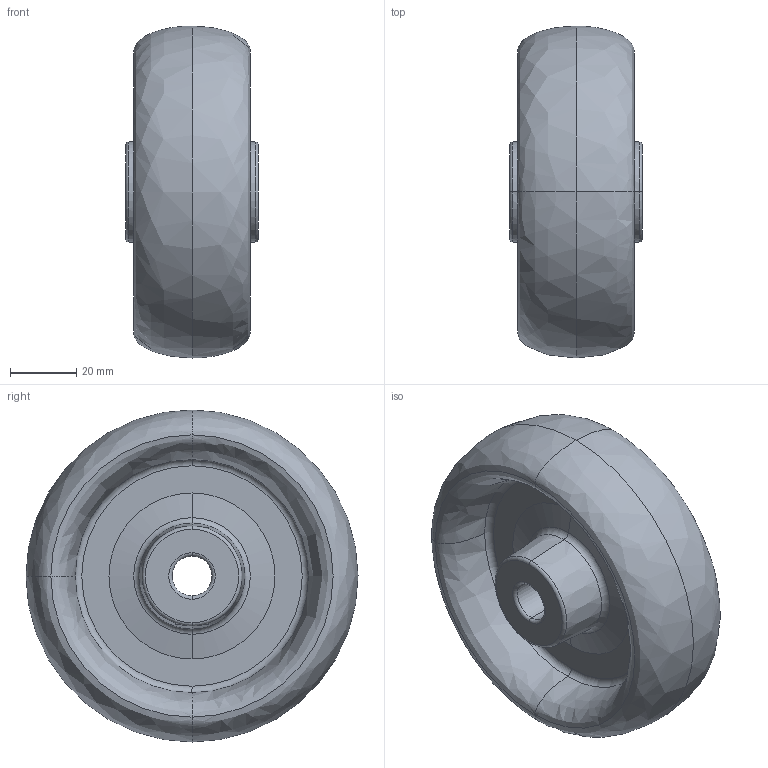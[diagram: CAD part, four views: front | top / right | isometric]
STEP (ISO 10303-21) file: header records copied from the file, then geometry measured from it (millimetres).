
FILE_DESCRIPTION (( 'STEP AP214' ), '1' );
FILE_NAME ('0033519_PALB-100-35-40-G12.STEP', '2017-06-08T10:57:24', ( '' ), ( '' ), 'SwSTEP 2.0', 'SolidWorks 2016', '' );
FILE_SCHEMA (( 'AUTOMOTIVE_DESIGN' ));
Length unit declared in the file: millimetre
Products named in the file (1): 0033519_PALB-100-35-40-G12
Bounding box: 40 x 100 x 100 mm (x, y, z)
Surface area: 32501.4 mm2 (no closed solid volume)
Topology: 0 solids, 1 shells, 110 faces, 420 edges, 293 vertices
Faces by surface type: plane 52, bspline 32, torus 16, cone 8, cylinder 2
Entity records: 7002 total; most frequent: CARTESIAN_POINT 2578, ORIENTED_EDGE 636, DIRECTION 555, EDGE_CURVE 420, VERTEX_POINT 293, LINE 271, VECTOR 271, AXIS2_PLACEMENT_3D 142
